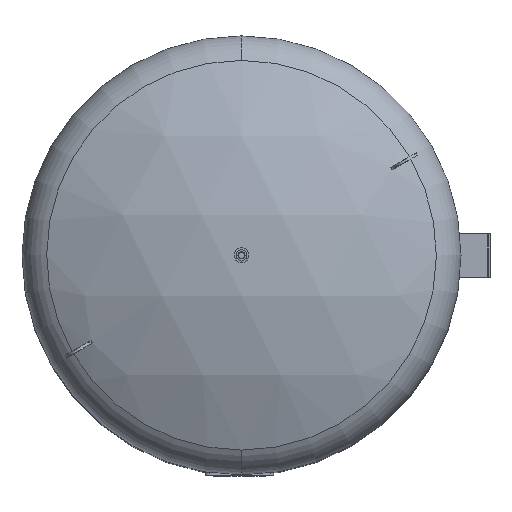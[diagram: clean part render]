
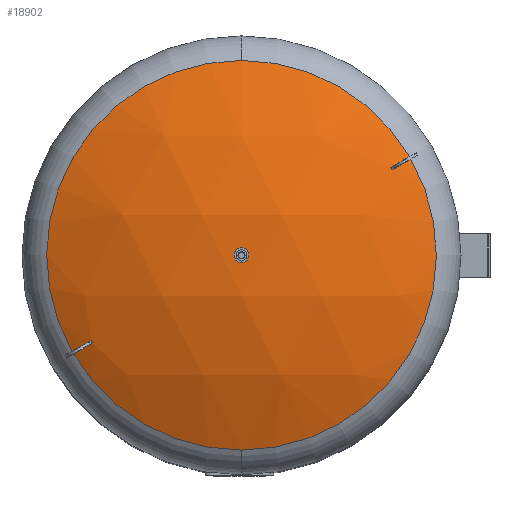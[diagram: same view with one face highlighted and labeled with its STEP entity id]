
A CAD part, top view. The second image highlights one B-rep face of the part: STEP entity #18902.
In plain terms, the highlighted spherical face has radius 1006 mm.
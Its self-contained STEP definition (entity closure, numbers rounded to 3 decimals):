
#18314=CARTESIAN_POINT('',(0.,-443.778,1865.827));
#18315=VERTEX_POINT('',#18314);
#18331=CARTESIAN_POINT('',(0.,443.778,1865.827));
#18332=VERTEX_POINT('',#18331);
#18340=CARTESIAN_POINT('',(382.814,224.482,1865.827));
#18341=VERTEX_POINT('',#18340);
#18342=CARTESIAN_POINT('',(0.,0.,1865.827));
#18343=DIRECTION('',(0.0,0.0,-1.0));
#18344=DIRECTION('',(1.0,0.0,0.0));
#18345=AXIS2_PLACEMENT_3D('',#18342,#18343,#18344);
#18346=CIRCLE('',#18345,443.778);
#18347=EDGE_CURVE('',#18332,#18341,#18346,.T.);
#18374=CARTESIAN_POINT('',(385.814,219.286,1865.827));
#18375=VERTEX_POINT('',#18374);
#18387=CARTESIAN_POINT('',(0.,0.,1865.827));
#18388=DIRECTION('',(0.0,0.0,-1.0));
#18389=DIRECTION('',(1.0,0.0,0.0));
#18390=AXIS2_PLACEMENT_3D('',#18387,#18388,#18389);
#18391=CIRCLE('',#18390,443.778);
#18392=EDGE_CURVE('',#18375,#18315,#18391,.T.);
#18444=CARTESIAN_POINT('',(-382.814,-224.482,1865.827));
#18445=VERTEX_POINT('',#18444);
#18459=CARTESIAN_POINT('',(-339.752,-199.62,1888.611));
#18460=VERTEX_POINT('',#18459);
#18461=CARTESIAN_POINT('',(1.5,-2.598,963.));
#18462=DIRECTION('',(0.5,-0.866,0.0));
#18463=DIRECTION('',(0.0,0.0,1.0));
#18464=AXIS2_PLACEMENT_3D('',#18461,#18462,#18463);
#18465=CIRCLE('',#18464,1005.996);
#18466=EDGE_CURVE('',#18460,#18445,#18465,.T.);
#18509=CARTESIAN_POINT('',(-342.752,-194.424,1888.611));
#18510=VERTEX_POINT('',#18509);
#18511=CARTESIAN_POINT('',(-110.683,-63.903,927.593));
#18512=DIRECTION('',(0.835,0.482,0.267));
#18513=DIRECTION('',(0.0,0.485,-0.875));
#18514=AXIS2_PLACEMENT_3D('',#18511,#18512,#18513);
#18515=CIRCLE('',#18514,997.22);
#18516=EDGE_CURVE('',#18510,#18460,#18515,.T.);
#18594=CARTESIAN_POINT('',(-385.814,-219.286,1865.827));
#18595=VERTEX_POINT('',#18594);
#18616=CARTESIAN_POINT('',(-1.5,2.598,963.));
#18617=DIRECTION('',(-0.5,0.866,0.0));
#18618=DIRECTION('',(0.0,0.0,-1.0));
#18619=AXIS2_PLACEMENT_3D('',#18616,#18617,#18618);
#18620=CIRCLE('',#18619,1005.996);
#18621=EDGE_CURVE('',#18595,#18510,#18620,.T.);
#18648=CARTESIAN_POINT('',(0.,0.,1865.827));
#18649=DIRECTION('',(0.0,0.0,-1.0));
#18650=DIRECTION('',(1.0,0.0,0.0));
#18651=AXIS2_PLACEMENT_3D('',#18648,#18649,#18650);
#18652=CIRCLE('',#18651,443.778);
#18653=EDGE_CURVE('',#18315,#18445,#18652,.T.);
#18658=CARTESIAN_POINT('',(0.,0.,1865.827));
#18659=DIRECTION('',(0.0,0.0,-1.0));
#18660=DIRECTION('',(1.0,0.0,0.0));
#18661=AXIS2_PLACEMENT_3D('',#18658,#18659,#18660);
#18662=CIRCLE('',#18661,443.778);
#18663=EDGE_CURVE('',#18595,#18332,#18662,.T.);
#18683=CARTESIAN_POINT('',(339.752,199.62,1888.611));
#18684=VERTEX_POINT('',#18683);
#18685=CARTESIAN_POINT('',(-1.5,2.598,963.));
#18686=DIRECTION('',(-0.5,0.866,0.0));
#18687=DIRECTION('',(0.0,0.0,-1.0));
#18688=AXIS2_PLACEMENT_3D('',#18685,#18686,#18687);
#18689=CIRCLE('',#18688,1005.996);
#18690=EDGE_CURVE('',#18684,#18341,#18689,.T.);
#18733=CARTESIAN_POINT('',(342.752,194.424,1888.611));
#18734=VERTEX_POINT('',#18733);
#18735=CARTESIAN_POINT('',(110.683,63.903,927.593));
#18736=DIRECTION('',(-0.835,-0.482,0.267));
#18737=DIRECTION('',(0.0,0.485,0.875));
#18738=AXIS2_PLACEMENT_3D('',#18735,#18736,#18737);
#18739=CIRCLE('',#18738,997.22);
#18740=EDGE_CURVE('',#18734,#18684,#18739,.T.);
#18871=CARTESIAN_POINT('',(1.5,-2.598,963.));
#18872=DIRECTION('',(0.5,-0.866,0.0));
#18873=DIRECTION('',(0.0,0.0,1.0));
#18874=AXIS2_PLACEMENT_3D('',#18871,#18872,#18873);
#18875=CIRCLE('',#18874,1005.996);
#18876=EDGE_CURVE('',#18375,#18734,#18875,.T.);
#18885=CARTESIAN_POINT('',(0.,0.,963.));
#18886=DIRECTION('',(0.0,-1.0,0.0));
#18887=DIRECTION('',(-1.0,0.0,0.0));
#18888=AXIS2_PLACEMENT_3D('',#18885,#18886,#18887);
#18889=SPHERICAL_SURFACE('',#18888,1006.);
#18890=ORIENTED_EDGE('',*,*,#18466,.T.);
#18891=ORIENTED_EDGE('',*,*,#18653,.F.);
#18892=ORIENTED_EDGE('',*,*,#18392,.F.);
#18893=ORIENTED_EDGE('',*,*,#18876,.T.);
#18894=ORIENTED_EDGE('',*,*,#18740,.T.);
#18895=ORIENTED_EDGE('',*,*,#18690,.T.);
#18896=ORIENTED_EDGE('',*,*,#18347,.F.);
#18897=ORIENTED_EDGE('',*,*,#18663,.F.);
#18898=ORIENTED_EDGE('',*,*,#18621,.T.);
#18899=ORIENTED_EDGE('',*,*,#18516,.T.);
#18900=EDGE_LOOP('',(#18890,#18891,#18892,#18893,#18894,#18895,#18896,#18897,#18898,#18899));
#18901=FACE_OUTER_BOUND('',#18900,.T.);
#18902=ADVANCED_FACE('',(#18901),#18889,.T.);
